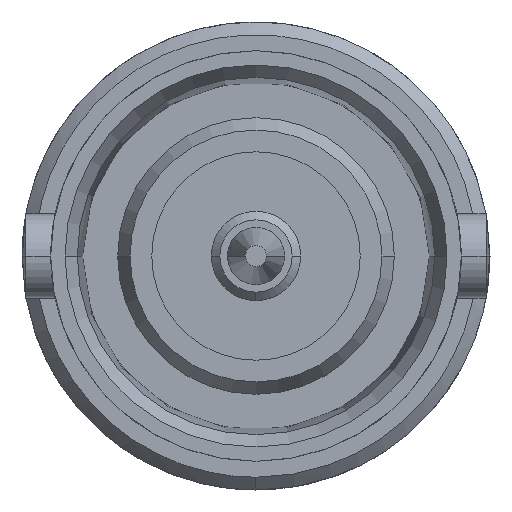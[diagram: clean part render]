
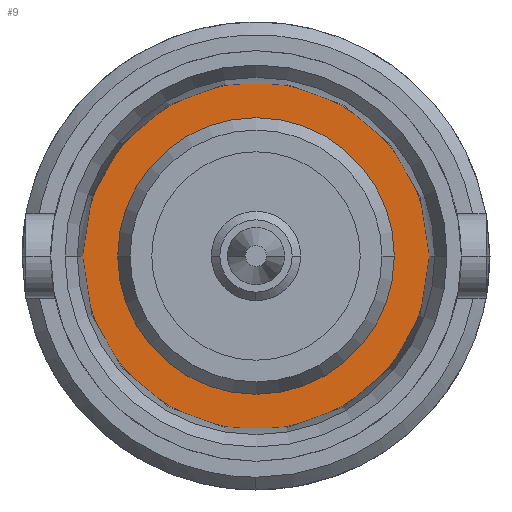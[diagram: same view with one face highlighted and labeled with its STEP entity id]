
A CAD part, left-side view. The second image highlights one B-rep face of the part: STEP entity #9.
In plain terms, the highlighted planar face has unit normal (-1, 0, 0).
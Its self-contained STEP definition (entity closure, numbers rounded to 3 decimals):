
#3 = CARTESIAN_POINT ( 'NONE',  ( 16., 3.25, 0. ) ) ;
#9 = ADVANCED_FACE ( 'NONE', ( #2766, #1575 ), #2518, .T. ) ;
#10 = DIRECTION ( 'NONE',  ( 0., 1., 0. ) ) ;
#59 = EDGE_LOOP ( 'NONE', ( #2486, #3044 ) ) ;
#93 = VERTEX_POINT ( 'NONE', #1612 ) ;
#97 = DIRECTION ( 'NONE',  ( -1., 0., 0. ) ) ;
#170 = VERTEX_POINT ( 'NONE', #3 ) ;
#207 = CARTESIAN_POINT ( 'NONE',  ( 16., 0., 0. ) ) ;
#224 = CARTESIAN_POINT ( 'NONE',  ( 16., 4.075, 0. ) ) ;
#233 = DIRECTION ( 'NONE',  ( -1., 0., 0. ) ) ;
#264 = VERTEX_POINT ( 'NONE', #224 ) ;
#642 = AXIS2_PLACEMENT_3D ( 'NONE', #2573, #2986, #2135 ) ;
#650 = EDGE_CURVE ( 'NONE', #264, #93, #994, .T. ) ;
#752 = AXIS2_PLACEMENT_3D ( 'NONE', #2769, #1029, #3007 ) ;
#776 = DIRECTION ( 'NONE',  ( 0., 1., 0. ) ) ;
#808 = EDGE_CURVE ( 'NONE', #2219, #170, #1762, .T. ) ;
#994 = CIRCLE ( 'NONE', #752, 4.075 ) ;
#1029 = DIRECTION ( 'NONE',  ( 1., 0., 0. ) ) ;
#1124 = EDGE_LOOP ( 'NONE', ( #1201, #2798 ) ) ;
#1183 = DIRECTION ( 'NONE',  ( -1., 0., 0. ) ) ;
#1201 = ORIENTED_EDGE ( 'NONE', *, *, #808, .F. ) ;
#1289 = CARTESIAN_POINT ( 'NONE',  ( 16., -3.25, 0. ) ) ;
#1575 = FACE_OUTER_BOUND ( 'NONE', #59, .T. ) ;
#1608 = AXIS2_PLACEMENT_3D ( 'NONE', #2201, #233, #2184 ) ;
#1612 = CARTESIAN_POINT ( 'NONE',  ( 16., -4.075, 0. ) ) ;
#1672 = CIRCLE ( 'NONE', #2553, 3.25 ) ;
#1762 = CIRCLE ( 'NONE', #1608, 3.25 ) ;
#2079 = EDGE_CURVE ( 'NONE', #264, #93, #2194, .T. ) ;
#2135 = DIRECTION ( 'NONE',  ( 0., 0., 1. ) ) ;
#2184 = DIRECTION ( 'NONE',  ( 0., -1., 0. ) ) ;
#2194 = CIRCLE ( 'NONE', #3011, 4.075 ) ;
#2201 = CARTESIAN_POINT ( 'NONE',  ( 16., 0., 0. ) ) ;
#2219 = VERTEX_POINT ( 'NONE', #1289 ) ;
#2418 = EDGE_CURVE ( 'NONE', #170, #2219, #1672, .T. ) ;
#2486 = ORIENTED_EDGE ( 'NONE', *, *, #2079, .T. ) ;
#2518 = PLANE ( 'NONE',  #642 ) ;
#2553 = AXIS2_PLACEMENT_3D ( 'NONE', #2968, #97, #776 ) ;
#2573 = CARTESIAN_POINT ( 'NONE',  ( 16., 0., 0. ) ) ;
#2766 = FACE_BOUND ( 'NONE', #1124, .T. ) ;
#2769 = CARTESIAN_POINT ( 'NONE',  ( 16., 0., 0. ) ) ;
#2798 = ORIENTED_EDGE ( 'NONE', *, *, #2418, .F. ) ;
#2968 = CARTESIAN_POINT ( 'NONE',  ( 16., 0., 0. ) ) ;
#2986 = DIRECTION ( 'NONE',  ( -1., 0., 0. ) ) ;
#3007 = DIRECTION ( 'NONE',  ( 0., 1., 0. ) ) ;
#3011 = AXIS2_PLACEMENT_3D ( 'NONE', #207, #1183, #10 ) ;
#3044 = ORIENTED_EDGE ( 'NONE', *, *, #650, .F. ) ;
